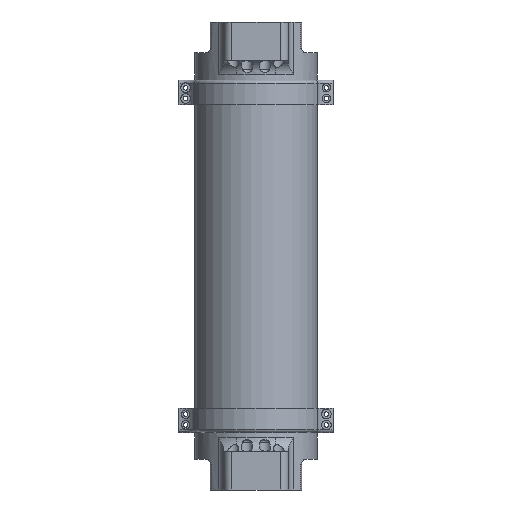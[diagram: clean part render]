
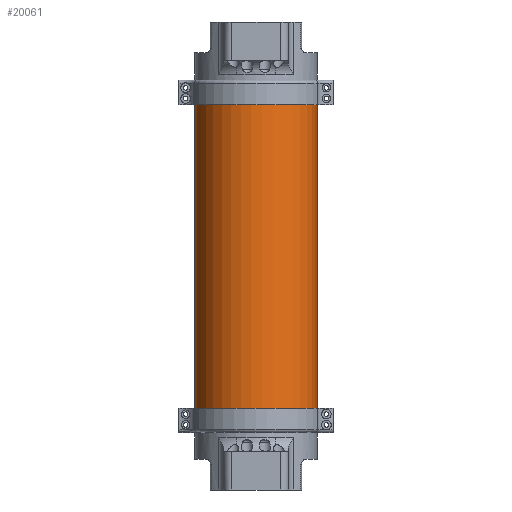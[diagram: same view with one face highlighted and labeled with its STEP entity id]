
A CAD part, front view. The second image highlights one B-rep face of the part: STEP entity #20061.
In plain terms, the highlighted cylindrical face has radius 40 mm (diameter 80 mm), a full revolution.
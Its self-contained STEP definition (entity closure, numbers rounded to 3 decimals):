
#2410=FACE_OUTER_BOUND('',#3732,.T.);
#3732=EDGE_LOOP('',(#16066,#16067,#16068,#16069));
#4861=LINE('',#43061,#5742);
#5742=VECTOR('',#26078,40.);
#6617=CIRCLE('',#21788,40.);
#6618=CIRCLE('',#21790,40.);
#8945=VERTEX_POINT('',#43055);
#8946=VERTEX_POINT('',#43058);
#11726=EDGE_CURVE('',#8945,#8945,#6617,.T.);
#11727=EDGE_CURVE('',#8946,#8946,#6618,.T.);
#11728=EDGE_CURVE('',#8946,#8945,#4861,.T.);
#16066=ORIENTED_EDGE('',*,*,#11727,.T.);
#16067=ORIENTED_EDGE('',*,*,#11728,.T.);
#16068=ORIENTED_EDGE('',*,*,#11726,.F.);
#16069=ORIENTED_EDGE('',*,*,#11728,.F.);
#19325=CYLINDRICAL_SURFACE('',#21791,40.);
#20061=ADVANCED_FACE('',(#2410),#19325,.T.);
#21788=AXIS2_PLACEMENT_3D('',#43056,#26070,#26071);
#21790=AXIS2_PLACEMENT_3D('',#43059,#26074,#26075);
#21791=AXIS2_PLACEMENT_3D('',#43060,#26076,#26077);
#26070=DIRECTION('center_axis',(0.,0.,1.));
#26071=DIRECTION('ref_axis',(1.,0.,0.));
#26074=DIRECTION('center_axis',(0.,0.,1.));
#26075=DIRECTION('ref_axis',(1.,0.,0.));
#26076=DIRECTION('center_axis',(0.,0.,-1.));
#26077=DIRECTION('ref_axis',(-1.,0.,0.));
#26078=DIRECTION('',(0.,0.,1.));
#43055=CARTESIAN_POINT('',(40.,0.,115.));
#43056=CARTESIAN_POINT('Origin',(0.,0.,115.));
#43058=CARTESIAN_POINT('',(40.,0.,-115.));
#43059=CARTESIAN_POINT('Origin',(0.,0.,-115.));
#43060=CARTESIAN_POINT('Origin',(0.,0.,115.));
#43061=CARTESIAN_POINT('',(40.,0.,115.));
